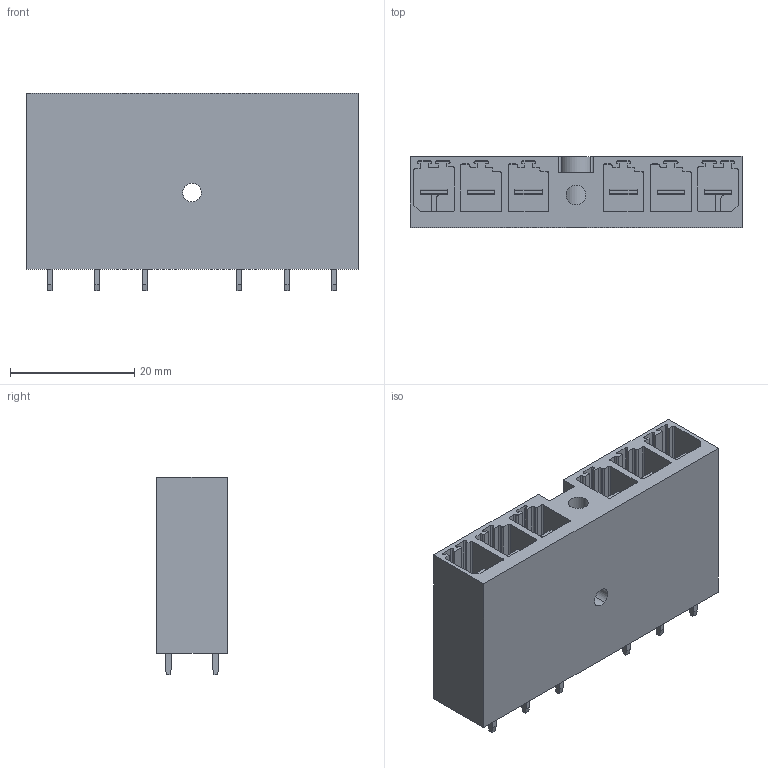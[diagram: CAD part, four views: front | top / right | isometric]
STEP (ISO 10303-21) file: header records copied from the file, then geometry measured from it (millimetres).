
FILE_DESCRIPTION(('CATIA V5 STEP Exchange','CAx-IF Rec.Pracs.--- Model Styling and Organization---1.2---2011-12-15'),'2;1');
FILE_NAME ('D1447738_0_1048720000_1048720000.stp','2018-11-30T13:42:23+00:00',('none'),('Weidmueller'),'CATIA Version 5-6 Release 2014','CATIA V5 STEP AP214','none');
FILE_SCHEMA(('AUTOMOTIVE_DESIGN { 1 0 10303 214 1 1 1 1 }'));
Length unit declared in the file: millimetre
Products named in the file (1): 1048720000
Bounding box: 53.34 x 11.4 x 31.8 mm (x, y, z)
Volume: 12140.5 mm3; surface area: 12008.8 mm2
Topology: 7 solids, 7 shells, 430 faces, 1200 edges, 784 vertices
Faces by surface type: plane 345, cylinder 85
Entity records: 12454 total; most frequent: ORIENTED_EDGE 2400, CARTESIAN_POINT 2202, DIRECTION 1634, EDGE_CURVE 1200, VECTOR 1030, LINE 1030, VERTEX_POINT 784, EDGE_LOOP 458
